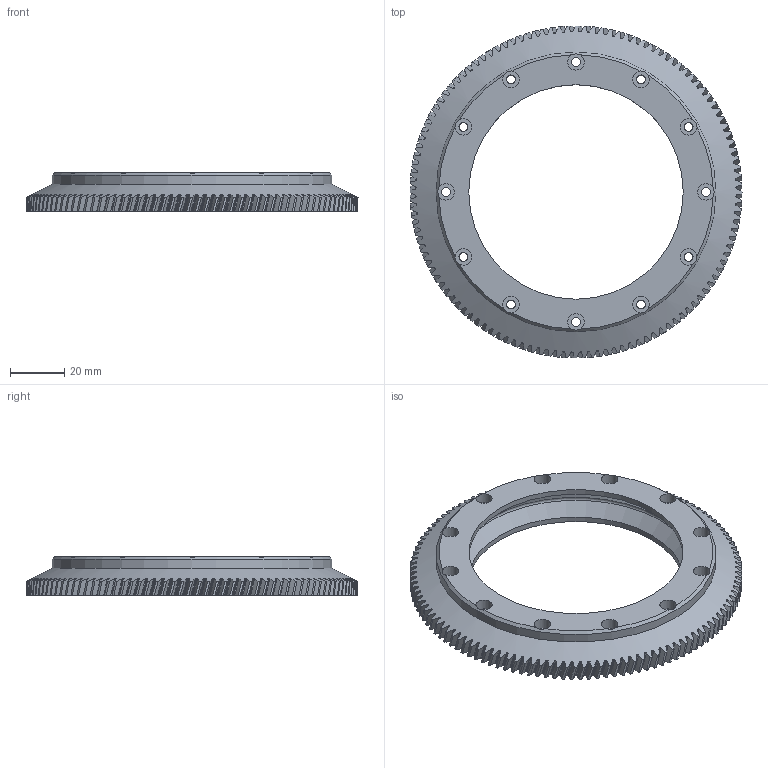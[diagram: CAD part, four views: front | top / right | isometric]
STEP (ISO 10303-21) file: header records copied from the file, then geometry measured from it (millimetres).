
FILE_DESCRIPTION(/* description */ ('STEP AP242','CAx-IF Rec.Pracs.---Representation and Presentation of Product Manufacturing Information (PMI)---4.0---2014-10-13','CAx-IF Rec.Pracs.---3D Tessellated Geometry---0.4---2014-09-14','2;1'),/* implementation_level */ '2;1');
FILE_NAME(/* name */ 'Part Studio 1 - bearing_outer',/* time_stamp */ '2025-09-22T03:41:47Z',/* author */ (''),/* organization */ (''),/* preprocessor_version */ 'ST-DEVELOPER v20',/* originating_system */ 'ONSHAPE BY PTC INC, 1.204',/* authorisation */ ' ');
FILE_SCHEMA (('AP242_MANAGED_MODEL_BASED_3D_ENGINEERING_MIM_LF { 1 0 10303 442 1 1 4 }'));
Length unit declared in the file: metre
Products named in the file (1): bearing_outer
Bounding box: 122 x 122 x 14.32 mm (x, y, z)
Volume: 62899.4 mm3; surface area: 25408.3 mm2
Topology: 1 solids, 1 shells, 766 faces, 2298 edges, 1534 vertices
Faces by surface type: bspline 480, cylinder 267, plane 14, cone 4, torus 1
Full cylindrical faces by diameter (mm): 3.25 x12, 6 x12, 78.809 x2, 102.803 x1
Entity records: 35622 total; most frequent: CARTESIAN_POINT 19923, ORIENTED_EDGE 4480, EDGE_CURVE 2240, DIRECTION 2150, VERTEX_POINT 1508, AXIS2_PLACEMENT_3D 1075, EDGE_LOOP 824, FACE_BOUND 824
